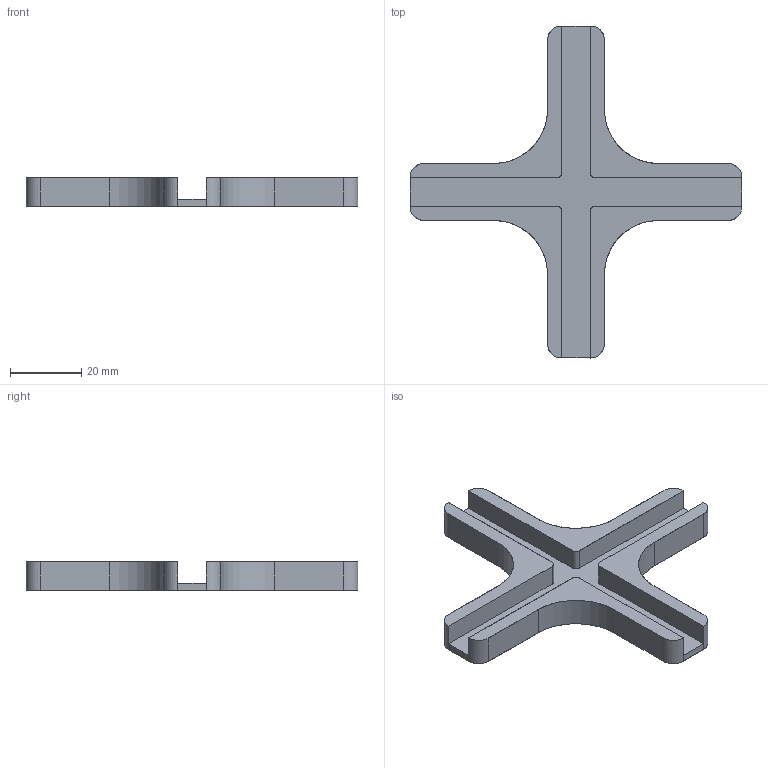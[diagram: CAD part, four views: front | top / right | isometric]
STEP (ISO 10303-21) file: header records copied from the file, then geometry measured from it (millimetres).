
FILE_DESCRIPTION(/* description */ (''),/* implementation_level */ '2;1');
FILE_NAME(/* name */ 'Trammel-of-Archimedes BODY.step',/* time_stamp */ '2025-08-23T17:05:00-04:00',/* author */ (''),/* organization */ (''),/* preprocessor_version */ 'ST-DEVELOPER v20.1',/* originating_system */ 'Autodesk Translation Framework v14.10.0.0',/* authorisation */ '');
FILE_SCHEMA (('AUTOMOTIVE_DESIGN { 1 0 10303 214 3 1 1 }'));
Length unit declared in the file: millimetre
Products named in the file (2): Document; Trammel-of-Archimedes-Body
Assembly tree (1 placements, depth 2):
  Document
    Trammel-of-Archimedes-Body
Bounding box: 93.08 x 93.08 x 8 mm (x, y, z)
Surface area: 12233.1 mm2 (no closed solid volume)
Topology: 0 solids, 42 shells, 42 faces, 162 edges, 162 vertices
Faces by surface type: plane 26, cylinder 16
Entity records: 4188 total; most frequent: CARTESIAN_POINT 2730, DIRECTION 271, VERTEX_POINT 162, EDGE_CURVE 162, ORIENTED_EDGE 162, LINE 117, VECTOR 117, AXIS2_PLACEMENT_3D 77
